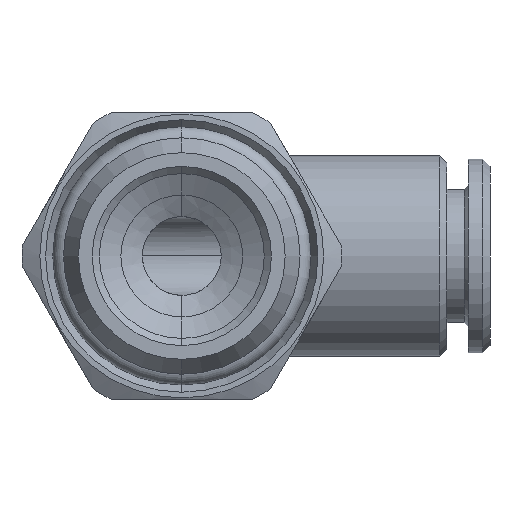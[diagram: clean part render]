
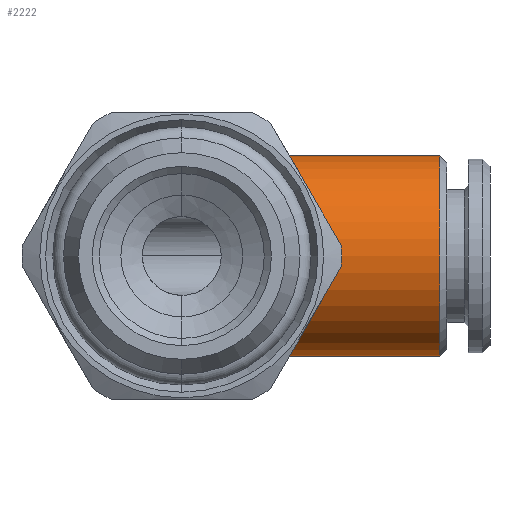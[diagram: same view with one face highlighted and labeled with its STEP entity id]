
A CAD part, front view. The second image highlights one B-rep face of the part: STEP entity #2222.
In plain terms, the highlighted cylindrical face has radius 7 mm (diameter 14 mm), a partial arc.
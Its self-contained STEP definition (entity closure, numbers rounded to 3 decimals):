
#3 = CARTESIAN_POINT ( 'NONE',  ( 18., 0., -7. ) ) ;
#16 = CARTESIAN_POINT ( 'NONE',  ( 18., 0., 7. ) ) ;
#131 = CARTESIAN_POINT ( 'NONE',  ( 7.5, 0., 7. ) ) ;
#289 = DIRECTION ( 'NONE',  ( -1., 0., 0. ) ) ;
#295 = LINE ( 'NONE', #296, #298 ) ;
#296 = CARTESIAN_POINT ( 'NONE',  ( -3.45, 0., -7. ) ) ;
#298 = VECTOR ( 'NONE', #289, 1000. ) ;
#355 = CARTESIAN_POINT ( 'NONE',  ( 7.5, 0., -7. ) ) ;
#364 = DIRECTION ( 'NONE',  ( -1., 0., 0. ) ) ;
#365 = VECTOR ( 'NONE', #364, 1000. ) ;
#366 = CARTESIAN_POINT ( 'NONE',  ( -3.45, 0., 7. ) ) ;
#370 = LINE ( 'NONE', #366, #365 ) ;
#1081 = AXIS2_PLACEMENT_3D ( 'NONE', #1082, #1094, #1099 ) ;
#1082 = CARTESIAN_POINT ( 'NONE',  ( -3.45, 0., 0. ) ) ;
#1086 = CARTESIAN_POINT ( 'NONE',  ( 18., 0., 0. ) ) ;
#1094 = DIRECTION ( 'NONE',  ( -1., 0., 0. ) ) ;
#1095 = DIRECTION ( 'NONE',  ( 0., 0., 1. ) ) ;
#1096 = DIRECTION ( 'NONE',  ( -1., 0., 0. ) ) ;
#1099 = DIRECTION ( 'NONE',  ( 0., 0., 1. ) ) ;
#1100 = FACE_OUTER_BOUND ( 'NONE', #2218, .T. ) ;
#1102 = AXIS2_PLACEMENT_3D ( 'NONE', #1086, #1096, #1095 ) ;
#1103 = CIRCLE ( 'NONE', #1102, 7. ) ;
#1105 = CYLINDRICAL_SURFACE ( 'NONE', #1081, 7. ) ;
#1160 = AXIS2_PLACEMENT_3D ( 'NONE', #1178, #1177, #1176 ) ;
#1176 = DIRECTION ( 'NONE',  ( 0., 0., 1. ) ) ;
#1177 = DIRECTION ( 'NONE',  ( -1., 0., 0. ) ) ;
#1178 = CARTESIAN_POINT ( 'NONE',  ( 7.5, 0., 0. ) ) ;
#1182 = CIRCLE ( 'NONE', #1160, 7. ) ;
#1966 = VERTEX_POINT ( 'NONE', #16 ) ;
#1967 = VERTEX_POINT ( 'NONE', #3 ) ;
#2028 = VERTEX_POINT ( 'NONE', #131 ) ;
#2119 = EDGE_CURVE ( 'NONE', #1967, #2158, #295, .T. ) ;
#2158 = VERTEX_POINT ( 'NONE', #355 ) ;
#2188 = EDGE_CURVE ( 'NONE', #1966, #2028, #370, .T. ) ;
#2218 = EDGE_LOOP ( 'NONE', ( #2244, #2245, #2246, #2293 ) ) ;
#2222 = ADVANCED_FACE ( 'NONE', ( #1100 ), #1105, .T. ) ;
#2229 = EDGE_CURVE ( 'NONE', #1967, #1966, #1103, .T. ) ;
#2244 = ORIENTED_EDGE ( 'NONE', *, *, #2119, .F. ) ;
#2245 = ORIENTED_EDGE ( 'NONE', *, *, #2229, .T. ) ;
#2246 = ORIENTED_EDGE ( 'NONE', *, *, #2188, .T. ) ;
#2287 = EDGE_CURVE ( 'NONE', #2158, #2028, #1182, .T. ) ;
#2293 = ORIENTED_EDGE ( 'NONE', *, *, #2287, .F. ) ;
